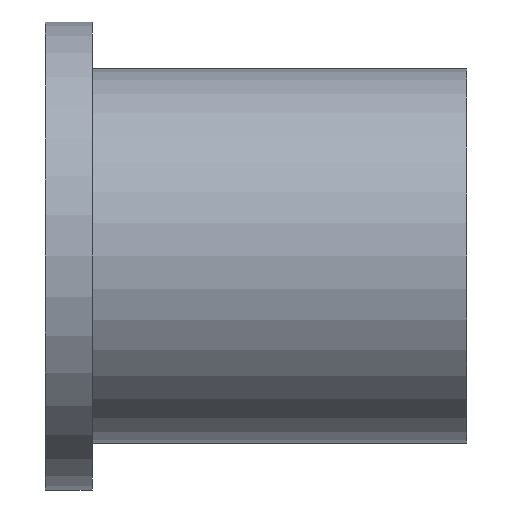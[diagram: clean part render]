
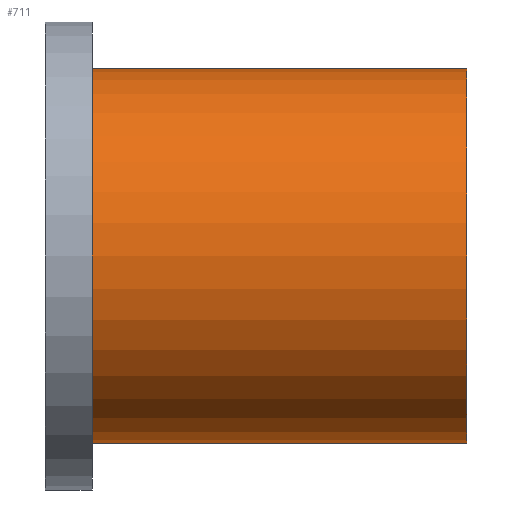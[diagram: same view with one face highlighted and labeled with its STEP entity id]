
A CAD part, left-side view. The second image highlights one B-rep face of the part: STEP entity #711.
In plain terms, the highlighted cylindrical face has radius 20 mm (diameter 40 mm), a partial arc.
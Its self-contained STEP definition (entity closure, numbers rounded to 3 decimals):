
#62 = CYLINDRICAL_SURFACE ( 'NONE', #555, 20. ) ;
#83 = EDGE_CURVE ( 'NONE', #785, #470, #540, .T. ) ;
#101 = CARTESIAN_POINT ( 'NONE',  ( 0., 0., 20. ) ) ;
#102 = CARTESIAN_POINT ( 'NONE',  ( 0., 0., -20. ) ) ;
#108 = AXIS2_PLACEMENT_3D ( 'NONE', #196, #527, #211 ) ;
#123 = DIRECTION ( 'NONE',  ( 0., -1., 0. ) ) ;
#161 = AXIS2_PLACEMENT_3D ( 'NONE', #500, #164, #712 ) ;
#164 = DIRECTION ( 'NONE',  ( 0., 1., 0. ) ) ;
#190 = VECTOR ( 'NONE', #661, 1000. ) ;
#196 = CARTESIAN_POINT ( 'NONE',  ( 0., 40., 0. ) ) ;
#197 = EDGE_CURVE ( 'NONE', #403, #785, #508, .T. ) ;
#211 = DIRECTION ( 'NONE',  ( 0., 0., 1. ) ) ;
#232 = VECTOR ( 'NONE', #123, 1000. ) ;
#252 = CARTESIAN_POINT ( 'NONE',  ( 0., 40., -20. ) ) ;
#314 = CIRCLE ( 'NONE', #108, 20. ) ;
#323 = CARTESIAN_POINT ( 'NONE',  ( 0., 40., 0. ) ) ;
#359 = EDGE_CURVE ( 'NONE', #389, #470, #806, .T. ) ;
#387 = CARTESIAN_POINT ( 'NONE',  ( 0., 40., 20. ) ) ;
#389 = VERTEX_POINT ( 'NONE', #534 ) ;
#403 = VERTEX_POINT ( 'NONE', #812 ) ;
#419 = EDGE_CURVE ( 'NONE', #403, #389, #314, .T. ) ;
#470 = VERTEX_POINT ( 'NONE', #101 ) ;
#500 = CARTESIAN_POINT ( 'NONE',  ( 0., 0., 0. ) ) ;
#508 = LINE ( 'NONE', #252, #190 ) ;
#527 = DIRECTION ( 'NONE',  ( 0., 1., 0. ) ) ;
#534 = CARTESIAN_POINT ( 'NONE',  ( 0., 40., 20. ) ) ;
#540 = CIRCLE ( 'NONE', #161, 20. ) ;
#555 = AXIS2_PLACEMENT_3D ( 'NONE', #323, #600, #877 ) ;
#581 = ORIENTED_EDGE ( 'NONE', *, *, #83, .T. ) ;
#600 = DIRECTION ( 'NONE',  ( 0., -1., 0. ) ) ;
#631 = ORIENTED_EDGE ( 'NONE', *, *, #197, .T. ) ;
#653 = EDGE_LOOP ( 'NONE', ( #657, #822, #631, #581 ) ) ;
#657 = ORIENTED_EDGE ( 'NONE', *, *, #359, .F. ) ;
#661 = DIRECTION ( 'NONE',  ( 0., -1., 0. ) ) ;
#711 = ADVANCED_FACE ( 'NONE', ( #740 ), #62, .T. ) ;
#712 = DIRECTION ( 'NONE',  ( 0., 0., 1. ) ) ;
#740 = FACE_OUTER_BOUND ( 'NONE', #653, .T. ) ;
#785 = VERTEX_POINT ( 'NONE', #102 ) ;
#806 = LINE ( 'NONE', #387, #232 ) ;
#812 = CARTESIAN_POINT ( 'NONE',  ( 0., 40., -20. ) ) ;
#822 = ORIENTED_EDGE ( 'NONE', *, *, #419, .F. ) ;
#877 = DIRECTION ( 'NONE',  ( 0., 0., -1. ) ) ;
